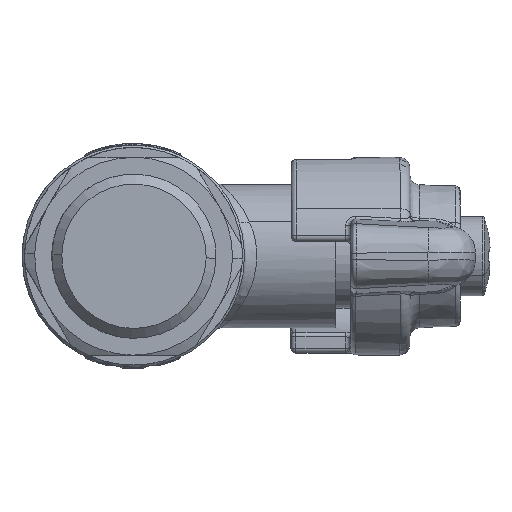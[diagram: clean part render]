
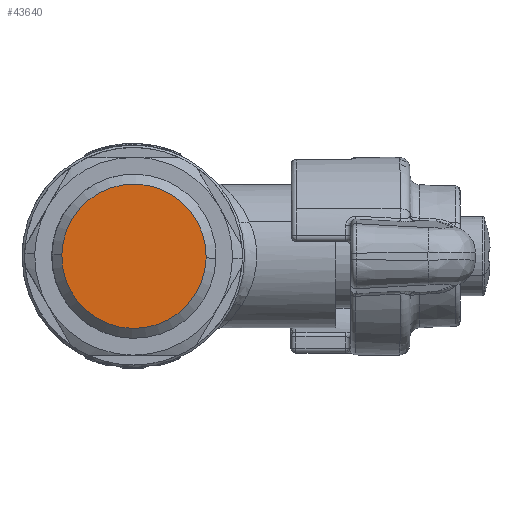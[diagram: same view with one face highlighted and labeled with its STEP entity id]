
A CAD part, left-side view. The second image highlights one B-rep face of the part: STEP entity #43640.
In plain terms, the highlighted planar face has unit normal (1, 0.004, 0).
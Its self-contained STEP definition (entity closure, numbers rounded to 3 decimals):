
#43578=CARTESIAN_POINT('Vertex',(-140.333,6.805,-39.246)) ;
#43594=CARTESIAN_POINT('Vertex',(-140.275,-7.791,-39.591)) ;
#43597=CARTESIAN_POINT('Axis2P3D Location',(-140.304,-0.493,-39.418)) ;
#43619=CARTESIAN_POINT('Axis2P3D Location',(-140.304,-0.493,-39.418)) ;
#43631=CARTESIAN_POINT('Axis2P3D Location',(-140.282,-6.122,-42.668)) ;
#43598=DIRECTION('Axis2P3D Direction',(1.,0.004,0.)) ;
#43620=DIRECTION('Axis2P3D Direction',(1.,0.004,0.)) ;
#43632=DIRECTION('Axis2P3D Direction',(-1.,-0.004,0.)) ;
#43633=DIRECTION('Axis2P3D XDirection',(0.002,-0.5,0.866)) ;
#43599=AXIS2_PLACEMENT_3D('Circle Axis2P3D',#43597,#43598,$) ;
#43621=AXIS2_PLACEMENT_3D('Circle Axis2P3D',#43619,#43620,$) ;
#43634=AXIS2_PLACEMENT_3D('Plane Axis2P3D',#43631,#43632,#43633) ;
#43637=ORIENTED_EDGE('',*,*,#43623,.F.) ;
#43638=ORIENTED_EDGE('',*,*,#43601,.F.) ;
#43640=ADVANCED_FACE('Sheet.2',(#43639),#43635,.F.) ;
#43600=CIRCLE('generated circle',#43599,7.3) ;
#43622=CIRCLE('generated circle',#43621,7.3) ;
#43601=EDGE_CURVE('',#43595,#43579,#43600,.F.) ;
#43623=EDGE_CURVE('',#43579,#43595,#43622,.F.) ;
#43636=EDGE_LOOP('',(#43637,#43638)) ;
#43639=FACE_OUTER_BOUND('',#43636,.T.) ;
#43635=PLANE('',#43634) ;
#43579=VERTEX_POINT('',#43578) ;
#43595=VERTEX_POINT('',#43594) ;
